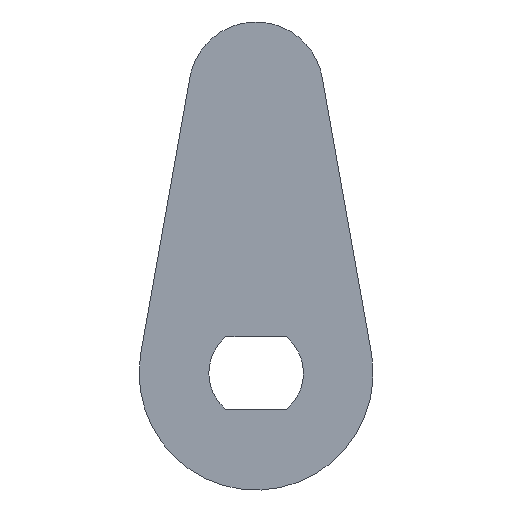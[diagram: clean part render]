
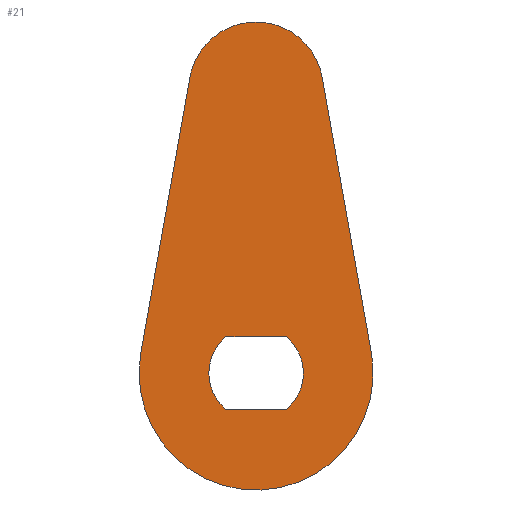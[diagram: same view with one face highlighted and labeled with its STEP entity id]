
A CAD part, front view. The second image highlights one B-rep face of the part: STEP entity #21.
In plain terms, the highlighted planar face has unit normal (0, -1, 0).
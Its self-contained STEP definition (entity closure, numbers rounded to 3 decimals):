
#15=FACE_BOUND('',#51,.T.);
#21=ADVANCED_FACE('',(#35,#15),#229,.T.);
#35=FACE_OUTER_BOUND('',#50,.T.);
#50=EDGE_LOOP('',(#88,#89,#90,#91));
#51=EDGE_LOOP('',(#92,#93,#94,#95,#96,#97,#98,#99));
#88=ORIENTED_EDGE('',*,*,#134,.T.);
#89=ORIENTED_EDGE('',*,*,#138,.T.);
#90=ORIENTED_EDGE('',*,*,#141,.T.);
#91=ORIENTED_EDGE('',*,*,#143,.T.);
#92=ORIENTED_EDGE('',*,*,#159,.T.);
#93=ORIENTED_EDGE('',*,*,#152,.T.);
#94=ORIENTED_EDGE('',*,*,#153,.T.);
#95=ORIENTED_EDGE('',*,*,#154,.T.);
#96=ORIENTED_EDGE('',*,*,#155,.T.);
#97=ORIENTED_EDGE('',*,*,#156,.T.);
#98=ORIENTED_EDGE('',*,*,#157,.T.);
#99=ORIENTED_EDGE('',*,*,#158,.T.);
#134=EDGE_CURVE('',#207,#206,#170,.T.);
#138=EDGE_CURVE('',#206,#209,#174,.T.);
#141=EDGE_CURVE('',#209,#211,#177,.T.);
#143=EDGE_CURVE('',#211,#207,#179,.T.);
#152=EDGE_CURVE('',#220,#221,#188,.T.);
#153=EDGE_CURVE('',#221,#222,#189,.T.);
#154=EDGE_CURVE('',#222,#223,#190,.T.);
#155=EDGE_CURVE('',#223,#224,#191,.T.);
#156=EDGE_CURVE('',#224,#225,#192,.T.);
#157=EDGE_CURVE('',#225,#226,#193,.T.);
#158=EDGE_CURVE('',#226,#227,#194,.T.);
#159=EDGE_CURVE('',#227,#220,#195,.T.);
#170=(
BOUNDED_CURVE()
B_SPLINE_CURVE(2,(#473,#474,#475,#476,#477,#478,#479,#480,#481),
 .UNSPECIFIED.,.F.,.F.)
B_SPLINE_CURVE_WITH_KNOTS((3,2,2,2,3),(15.234,20.805,
26.377,31.949,37.52),.UNSPECIFIED.)
CURVE()
GEOMETRIC_REPRESENTATION_ITEM()
RATIONAL_B_SPLINE_CURVE((1.,0.906,1.,0.906,1.,0.906,
1.,0.906,1.))
REPRESENTATION_ITEM('')
);
#174=(
BOUNDED_CURVE()
B_SPLINE_CURVE(2,(#489,#490,#491),.UNSPECIFIED.,.F.,.F.)
B_SPLINE_CURVE_WITH_KNOTS((3,3),(37.52,52.754),
 .UNSPECIFIED.)
CURVE()
GEOMETRIC_REPRESENTATION_ITEM()
RATIONAL_B_SPLINE_CURVE((1.,1.,1.))
REPRESENTATION_ITEM('')
);
#177=(
BOUNDED_CURVE()
B_SPLINE_CURVE(2,(#499,#500,#501,#502,#503),.UNSPECIFIED.,.F.,.F.)
B_SPLINE_CURVE_WITH_KNOTS((3,2,3),(52.754,57.859,62.963),
 .UNSPECIFIED.)
CURVE()
GEOMETRIC_REPRESENTATION_ITEM()
RATIONAL_B_SPLINE_CURVE((1.,0.767,1.,0.767,1.))
REPRESENTATION_ITEM('')
);
#179=(
BOUNDED_CURVE()
B_SPLINE_CURVE(2,(#507,#508,#509),.UNSPECIFIED.,.F.,.F.)
B_SPLINE_CURVE_WITH_KNOTS((3,3),(62.963,78.197),
 .UNSPECIFIED.)
CURVE()
GEOMETRIC_REPRESENTATION_ITEM()
RATIONAL_B_SPLINE_CURVE((1.,1.,1.))
REPRESENTATION_ITEM('')
);
#188=(
BOUNDED_CURVE()
B_SPLINE_CURVE(2,(#538,#539,#540,#541,#542),.UNSPECIFIED.,.F.,.F.)
B_SPLINE_CURVE_WITH_KNOTS((3,2,3),(0.,0.901,4.1),
 .UNSPECIFIED.)
CURVE()
GEOMETRIC_REPRESENTATION_ITEM()
RATIONAL_B_SPLINE_CURVE((1.,0.984,1.,0.786,1.))
REPRESENTATION_ITEM('')
);
#189=(
BOUNDED_CURVE()
B_SPLINE_CURVE(2,(#543,#544,#545),.UNSPECIFIED.,.F.,.F.)
B_SPLINE_CURVE_WITH_KNOTS((3,3),(4.1,4.177),
 .UNSPECIFIED.)
CURVE()
GEOMETRIC_REPRESENTATION_ITEM()
RATIONAL_B_SPLINE_CURVE((1.,1.,1.))
REPRESENTATION_ITEM('')
);
#190=(
BOUNDED_CURVE()
B_SPLINE_CURVE(2,(#546,#547,#548),.UNSPECIFIED.,.F.,.F.)
B_SPLINE_CURVE_WITH_KNOTS((3,3),(4.177,7.34),
 .UNSPECIFIED.)
CURVE()
GEOMETRIC_REPRESENTATION_ITEM()
RATIONAL_B_SPLINE_CURVE((1.,1.,1.))
REPRESENTATION_ITEM('')
);
#191=(
BOUNDED_CURVE()
B_SPLINE_CURVE(2,(#549,#550,#551),.UNSPECIFIED.,.F.,.F.)
B_SPLINE_CURVE_WITH_KNOTS((3,3),(7.34,7.417),
 .UNSPECIFIED.)
CURVE()
GEOMETRIC_REPRESENTATION_ITEM()
RATIONAL_B_SPLINE_CURVE((1.,1.,1.))
REPRESENTATION_ITEM('')
);
#192=(
BOUNDED_CURVE()
B_SPLINE_CURVE(2,(#552,#553,#554,#555,#556),.UNSPECIFIED.,.F.,.F.)
B_SPLINE_CURVE_WITH_KNOTS((3,2,3),(7.417,9.467,11.518),
 .UNSPECIFIED.)
CURVE()
GEOMETRIC_REPRESENTATION_ITEM()
RATIONAL_B_SPLINE_CURVE((1.,0.912,1.,0.912,1.))
REPRESENTATION_ITEM('')
);
#193=(
BOUNDED_CURVE()
B_SPLINE_CURVE(2,(#557,#558,#559),.UNSPECIFIED.,.F.,.F.)
B_SPLINE_CURVE_WITH_KNOTS((3,3),(11.518,11.593),
 .UNSPECIFIED.)
CURVE()
GEOMETRIC_REPRESENTATION_ITEM()
RATIONAL_B_SPLINE_CURVE((1.,1.,1.))
REPRESENTATION_ITEM('')
);
#194=(
BOUNDED_CURVE()
B_SPLINE_CURVE(2,(#560,#561,#562),.UNSPECIFIED.,.F.,.F.)
B_SPLINE_CURVE_WITH_KNOTS((3,3),(11.593,14.712),
 .UNSPECIFIED.)
CURVE()
GEOMETRIC_REPRESENTATION_ITEM()
RATIONAL_B_SPLINE_CURVE((1.,1.,1.))
REPRESENTATION_ITEM('')
);
#195=(
BOUNDED_CURVE()
B_SPLINE_CURVE(2,(#563,#564,#565),.UNSPECIFIED.,.F.,.F.)
B_SPLINE_CURVE_WITH_KNOTS((3,3),(14.712,14.787),
 .UNSPECIFIED.)
CURVE()
GEOMETRIC_REPRESENTATION_ITEM()
RATIONAL_B_SPLINE_CURVE((1.,1.,1.))
REPRESENTATION_ITEM('')
);
#206=VERTEX_POINT('',#440);
#207=VERTEX_POINT('',#441);
#209=VERTEX_POINT('',#443);
#211=VERTEX_POINT('',#445);
#220=VERTEX_POINT('',#454);
#221=VERTEX_POINT('',#455);
#222=VERTEX_POINT('',#456);
#223=VERTEX_POINT('',#457);
#224=VERTEX_POINT('',#458);
#225=VERTEX_POINT('',#459);
#226=VERTEX_POINT('',#460);
#227=VERTEX_POINT('',#461);
#229=PLANE('',#331);
#331=AXIS2_PLACEMENT_3D('',#381,#336,$);
#336=DIRECTION('',(0.,-1.,0.));
#381=CARTESIAN_POINT('',(11.901,-1.9,29.678));
#440=CARTESIAN_POINT('',(8.656,-1.9,38.786));
#441=CARTESIAN_POINT('',(-3.901,-1.9,38.784));
#443=CARTESIAN_POINT('',(5.979,-1.9,53.783));
#445=CARTESIAN_POINT('',(-1.23,-1.9,53.781));
#454=CARTESIAN_POINT('',(4.076,-1.9,39.6));
#455=CARTESIAN_POINT('',(4.1,-1.9,35.751));
#456=CARTESIAN_POINT('',(4.043,-1.9,35.7));
#457=CARTESIAN_POINT('',(0.712,-1.9,35.7));
#458=CARTESIAN_POINT('',(0.655,-1.9,35.751));
#459=CARTESIAN_POINT('',(0.679,-1.9,39.6));
#460=CARTESIAN_POINT('',(0.735,-1.9,39.65));
#461=CARTESIAN_POINT('',(4.02,-1.9,39.65));
#473=CARTESIAN_POINT('',(-3.901,-1.9,38.784));
#474=CARTESIAN_POINT('',(-4.423,-1.9,35.852));
#475=CARTESIAN_POINT('',(-2.511,-1.9,33.57));
#476=CARTESIAN_POINT('',(-0.599,-1.9,31.287));
#477=CARTESIAN_POINT('',(2.379,-1.9,31.288));
#478=CARTESIAN_POINT('',(5.356,-1.9,31.288));
#479=CARTESIAN_POINT('',(7.268,-1.9,33.571));
#480=CARTESIAN_POINT('',(9.179,-1.9,35.855));
#481=CARTESIAN_POINT('',(8.656,-1.9,38.786));
#489=CARTESIAN_POINT('',(8.656,-1.9,38.786));
#490=CARTESIAN_POINT('',(7.317,-1.9,46.284));
#491=CARTESIAN_POINT('',(5.979,-1.9,53.783));
#499=CARTESIAN_POINT('',(5.979,-1.9,53.783));
#500=CARTESIAN_POINT('',(5.44,-1.9,56.801));
#501=CARTESIAN_POINT('',(2.374,-1.9,56.8));
#502=CARTESIAN_POINT('',(-0.692,-1.9,56.8));
#503=CARTESIAN_POINT('',(-1.23,-1.9,53.781));
#507=CARTESIAN_POINT('',(-1.23,-1.9,53.781));
#508=CARTESIAN_POINT('',(-2.565,-1.9,46.282));
#509=CARTESIAN_POINT('',(-3.901,-1.9,38.784));
#538=CARTESIAN_POINT('',(4.076,-1.9,39.6));
#539=CARTESIAN_POINT('',(4.424,-1.9,39.295));
#540=CARTESIAN_POINT('',(4.644,-1.9,38.888));
#541=CARTESIAN_POINT('',(5.605,-1.9,37.106));
#542=CARTESIAN_POINT('',(4.1,-1.9,35.751));
#543=CARTESIAN_POINT('',(4.1,-1.9,35.751));
#544=CARTESIAN_POINT('',(4.072,-1.9,35.726));
#545=CARTESIAN_POINT('',(4.043,-1.9,35.7));
#546=CARTESIAN_POINT('',(4.043,-1.9,35.7));
#547=CARTESIAN_POINT('',(2.378,-1.9,35.7));
#548=CARTESIAN_POINT('',(0.712,-1.9,35.7));
#549=CARTESIAN_POINT('',(0.712,-1.9,35.7));
#550=CARTESIAN_POINT('',(0.683,-1.9,35.726));
#551=CARTESIAN_POINT('',(0.655,-1.9,35.751));
#552=CARTESIAN_POINT('',(0.655,-1.9,35.751));
#553=CARTESIAN_POINT('',(-0.205,-1.9,36.525));
#554=CARTESIAN_POINT('',(-0.197,-1.9,37.681));
#555=CARTESIAN_POINT('',(-0.19,-1.9,38.837));
#556=CARTESIAN_POINT('',(0.679,-1.9,39.6));
#557=CARTESIAN_POINT('',(0.679,-1.9,39.6));
#558=CARTESIAN_POINT('',(0.707,-1.9,39.625));
#559=CARTESIAN_POINT('',(0.735,-1.9,39.65));
#560=CARTESIAN_POINT('',(0.735,-1.9,39.65));
#561=CARTESIAN_POINT('',(2.378,-1.9,39.65));
#562=CARTESIAN_POINT('',(4.02,-1.9,39.65));
#563=CARTESIAN_POINT('',(4.02,-1.9,39.65));
#564=CARTESIAN_POINT('',(4.048,-1.9,39.625));
#565=CARTESIAN_POINT('',(4.076,-1.9,39.6));
